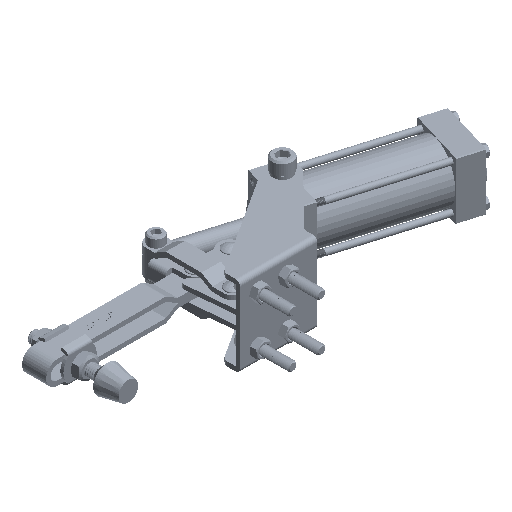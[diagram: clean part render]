
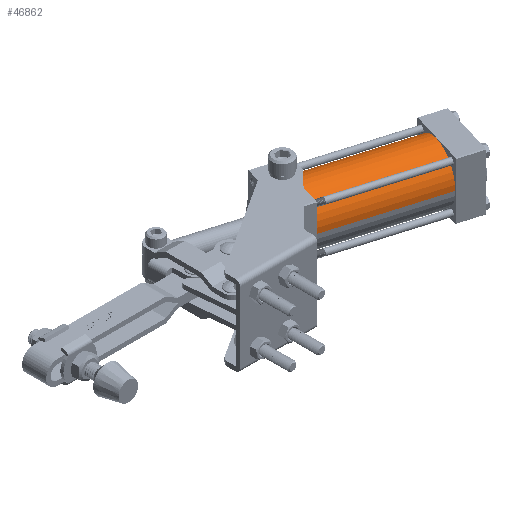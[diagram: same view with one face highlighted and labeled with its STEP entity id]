
A CAD part, isometric view. The second image highlights one B-rep face of the part: STEP entity #46862.
In plain terms, the highlighted cylindrical face has radius 18.5 mm (diameter 37 mm), a partial arc.
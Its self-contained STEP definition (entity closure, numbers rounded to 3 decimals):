
#1020 = CARTESIAN_POINT ( 'NONE',  ( -13.388, 1.497, 0. ) ) ;
#3690 = EDGE_CURVE ( 'NONE', #31663, #11929, #73608, .T. ) ;
#3758 = VECTOR ( 'NONE', #68248, 1000. ) ;
#4493 = ORIENTED_EDGE ( 'NONE', *, *, #3690, .F. ) ;
#5554 = VERTEX_POINT ( 'NONE', #20172 ) ;
#5726 = DIRECTION ( 'NONE',  ( 1., 0., 0. ) ) ;
#8149 = DIRECTION ( 'NONE',  ( 0., 0., 1. ) ) ;
#9447 = VERTEX_POINT ( 'NONE', #61560 ) ;
#10427 = ORIENTED_EDGE ( 'NONE', *, *, #64267, .T. ) ;
#11140 = CARTESIAN_POINT ( 'NONE',  ( -13.388, 1.497, -74. ) ) ;
#11929 = VERTEX_POINT ( 'NONE', #1020 ) ;
#12758 = CYLINDRICAL_SURFACE ( 'NONE', #70269, 18.5 ) ;
#14646 = FACE_OUTER_BOUND ( 'NONE', #65104, .T. ) ;
#16045 = CARTESIAN_POINT ( 'NONE',  ( -31.888, 1.497, 0. ) ) ;
#20172 = CARTESIAN_POINT ( 'NONE',  ( -50.388, 1.497, -74. ) ) ;
#22074 = DIRECTION ( 'NONE',  ( 1., 0., 0. ) ) ;
#23503 = CIRCLE ( 'NONE', #65146, 18.5 ) ;
#31663 = VERTEX_POINT ( 'NONE', #11140 ) ;
#33617 = DIRECTION ( 'NONE',  ( 0., 0., -1. ) ) ;
#35042 = DIRECTION ( 'NONE',  ( 0., 0., 1. ) ) ;
#35645 = LINE ( 'NONE', #50146, #3758 ) ;
#39033 = EDGE_CURVE ( 'NONE', #5554, #9447, #35645, .T. ) ;
#40342 = ORIENTED_EDGE ( 'NONE', *, *, #72560, .F. ) ;
#41583 = CARTESIAN_POINT ( 'NONE',  ( -31.888, 1.497, -74. ) ) ;
#41749 = VECTOR ( 'NONE', #8149, 1000. ) ;
#46862 = ADVANCED_FACE ( 'NONE', ( #14646 ), #12758, .T. ) ;
#47897 = AXIS2_PLACEMENT_3D ( 'NONE', #69505, #33617, #75528 ) ;
#50146 = CARTESIAN_POINT ( 'NONE',  ( -50.388, 1.497, -74. ) ) ;
#50373 = ORIENTED_EDGE ( 'NONE', *, *, #39033, .T. ) ;
#54197 = CARTESIAN_POINT ( 'NONE',  ( -13.388, 1.497, -74. ) ) ;
#57843 = DIRECTION ( 'NONE',  ( 0., 0., -1. ) ) ;
#61560 = CARTESIAN_POINT ( 'NONE',  ( -50.388, 1.497, 0. ) ) ;
#64267 = EDGE_CURVE ( 'NONE', #9447, #11929, #23503, .T. ) ;
#65104 = EDGE_LOOP ( 'NONE', ( #40342, #50373, #10427, #4493 ) ) ;
#65146 = AXIS2_PLACEMENT_3D ( 'NONE', #16045, #57843, #22074 ) ;
#66367 = CIRCLE ( 'NONE', #47897, 18.5 ) ;
#68248 = DIRECTION ( 'NONE',  ( 0., 0., 1. ) ) ;
#69505 = CARTESIAN_POINT ( 'NONE',  ( -31.888, 1.497, -74. ) ) ;
#70269 = AXIS2_PLACEMENT_3D ( 'NONE', #41583, #35042, #5726 ) ;
#72560 = EDGE_CURVE ( 'NONE', #5554, #31663, #66367, .T. ) ;
#73608 = LINE ( 'NONE', #54197, #41749 ) ;
#75528 = DIRECTION ( 'NONE',  ( -1., 0., 0. ) ) ;
